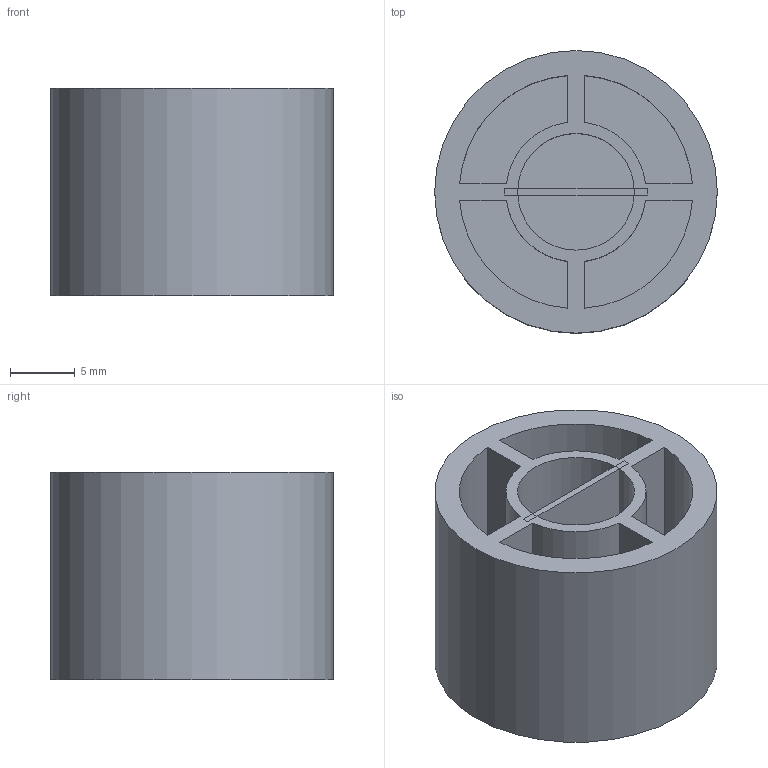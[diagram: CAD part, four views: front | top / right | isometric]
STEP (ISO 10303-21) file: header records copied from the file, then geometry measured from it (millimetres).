
FILE_DESCRIPTION(('HOOPS Exchange Step'),'2;1');
FILE_NAME('temp_export','2024-11-21T03:01:52-05:00',('sammyoge'),('Shapr3D Limited'),'HOOPS Exchange 2024.2','Shapr3D','Authorized');
FILE_SCHEMA( ('AP242_MANAGED_MODEL_BASED_3D_ENGINEERING_MIM_LF {1 0 10303 442 1 1 4 }') );
Length unit declared in the file: millimetre
Products named in the file (4): REC 1 Strong; REC w/o rib; encoder_cap_d22_h16-4.stp; root
Assembly tree (3 placements, depth 3):
  root
    REC w/o rib
      REC 1 Strong
    encoder_cap_d22_h16-4.stp
Bounding box: 21.8 x 21.8 x 16 mm (x, y, z)
Volume: 3588.8 mm3; surface area: 3753.2 mm2
Topology: 2 solids, 2 shells, 31 faces, 69 edges, 47 vertices
Faces by surface type: plane 21, cylinder 10
Full cylindrical faces by diameter (mm): 9 x1, 21.8 x1
Entity records: 996 total; most frequent: DIRECTION 170, CARTESIAN_POINT 155, ORIENTED_EDGE 138, EDGE_CURVE 69, AXIS2_PLACEMENT_3D 62, VERTEX_POINT 47, VECTOR 46, LINE 46
